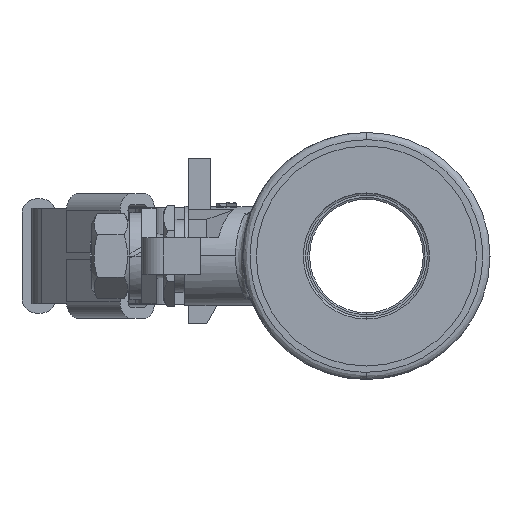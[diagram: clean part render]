
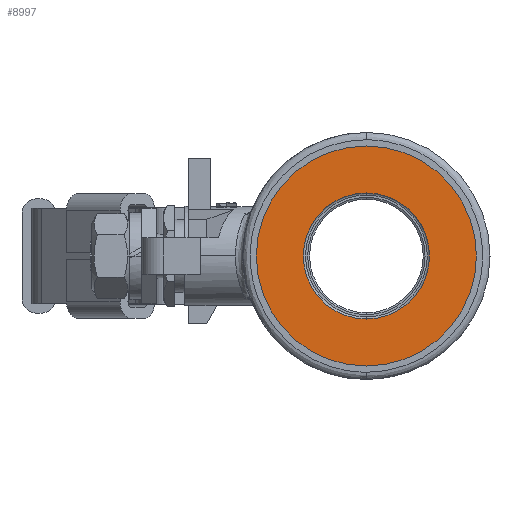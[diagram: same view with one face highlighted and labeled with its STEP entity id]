
A CAD part, left-side view. The second image highlights one B-rep face of the part: STEP entity #8997.
In plain terms, the highlighted planar face has unit normal (-1, 0, 0).
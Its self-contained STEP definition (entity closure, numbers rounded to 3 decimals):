
#1071 = PLANE ( 'NONE',  #24764 ) ;
#1993 = DIRECTION ( 'NONE',  ( 0., 0., 1. ) ) ;
#3943 = FACE_BOUND ( 'NONE', #11009, .T. ) ;
#4539 = CARTESIAN_POINT ( 'NONE',  ( -55., 0., -15. ) ) ;
#4888 = CARTESIAN_POINT ( 'NONE',  ( -55., 0., 0. ) ) ;
#5024 = CIRCLE ( 'NONE', #11785, 8.6 ) ;
#5323 = EDGE_LOOP ( 'NONE', ( #5568, #21357 ) ) ;
#5568 = ORIENTED_EDGE ( 'NONE', *, *, #8182, .T. ) ;
#5771 = EDGE_CURVE ( 'NONE', #23717, #17785, #21980, .T. ) ;
#6932 = DIRECTION ( 'NONE',  ( 0., 0., 1. ) ) ;
#7858 = EDGE_CURVE ( 'NONE', #13628, #14081, #5024, .T. ) ;
#7983 = ORIENTED_EDGE ( 'NONE', *, *, #7858, .F. ) ;
#8174 = CARTESIAN_POINT ( 'NONE',  ( -55., 0., 0. ) ) ;
#8182 = EDGE_CURVE ( 'NONE', #17785, #23717, #8479, .T. ) ;
#8479 = CIRCLE ( 'NONE', #9409, 15. ) ;
#8997 = ADVANCED_FACE ( 'NONE', ( #3943, #19638 ), #1071, .F. ) ;
#9246 = CARTESIAN_POINT ( 'NONE',  ( -55., 0., -8.6 ) ) ;
#9409 = AXIS2_PLACEMENT_3D ( 'NONE', #23516, #11161, #25604 ) ;
#9642 = CIRCLE ( 'NONE', #18088, 8.6 ) ;
#9900 = CARTESIAN_POINT ( 'NONE',  ( -55., 0., -8.6 ) ) ;
#10193 = DIRECTION ( 'NONE',  ( 0., 0., 1. ) ) ;
#11009 = EDGE_LOOP ( 'NONE', ( #7983, #18250 ) ) ;
#11161 = DIRECTION ( 'NONE',  ( -1., 0., 0. ) ) ;
#11291 = DIRECTION ( 'NONE',  ( 0., 0., -1. ) ) ;
#11785 = AXIS2_PLACEMENT_3D ( 'NONE', #8174, #22537, #10193 ) ;
#13628 = VERTEX_POINT ( 'NONE', #24176 ) ;
#14081 = VERTEX_POINT ( 'NONE', #9900 ) ;
#14213 = DIRECTION ( 'NONE',  ( -1., 0., 0. ) ) ;
#17785 = VERTEX_POINT ( 'NONE', #21492 ) ;
#18088 = AXIS2_PLACEMENT_3D ( 'NONE', #26557, #14213, #1993 ) ;
#18250 = ORIENTED_EDGE ( 'NONE', *, *, #23574, .F. ) ;
#19217 = DIRECTION ( 'NONE',  ( -1., 0., 0. ) ) ;
#19638 = FACE_OUTER_BOUND ( 'NONE', #5323, .T. ) ;
#21357 = ORIENTED_EDGE ( 'NONE', *, *, #5771, .T. ) ;
#21492 = CARTESIAN_POINT ( 'NONE',  ( -55., 0., 15. ) ) ;
#21980 = CIRCLE ( 'NONE', #25909, 15. ) ;
#22537 = DIRECTION ( 'NONE',  ( -1., 0., 0. ) ) ;
#23516 = CARTESIAN_POINT ( 'NONE',  ( -55., 0., 0. ) ) ;
#23574 = EDGE_CURVE ( 'NONE', #14081, #13628, #9642, .T. ) ;
#23639 = DIRECTION ( 'NONE',  ( 1., 0., 0. ) ) ;
#23717 = VERTEX_POINT ( 'NONE', #4539 ) ;
#24176 = CARTESIAN_POINT ( 'NONE',  ( -55., 0., 8.6 ) ) ;
#24764 = AXIS2_PLACEMENT_3D ( 'NONE', #9246, #23639, #11291 ) ;
#25604 = DIRECTION ( 'NONE',  ( 0., 0., 1. ) ) ;
#25909 = AXIS2_PLACEMENT_3D ( 'NONE', #4888, #19217, #6932 ) ;
#26557 = CARTESIAN_POINT ( 'NONE',  ( -55., 0., 0. ) ) ;
